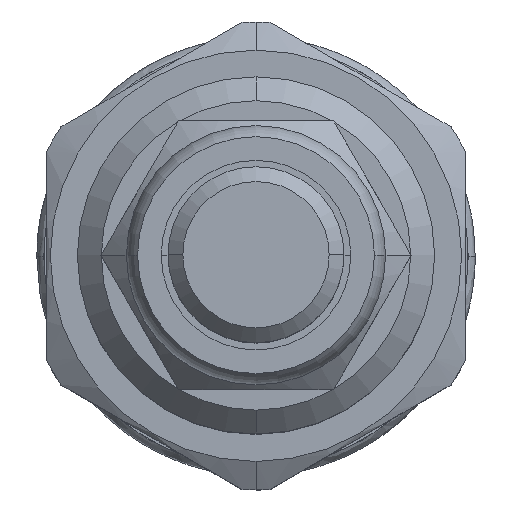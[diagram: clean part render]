
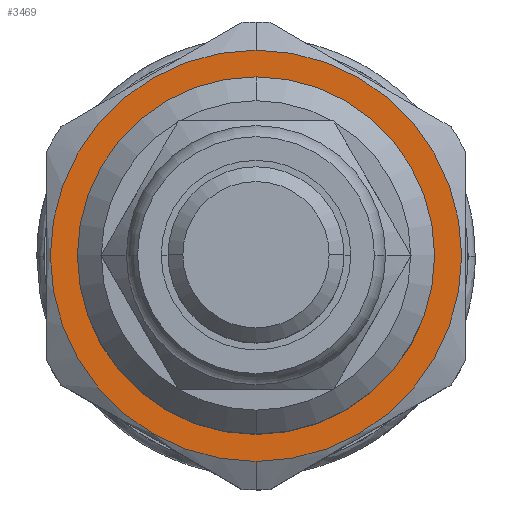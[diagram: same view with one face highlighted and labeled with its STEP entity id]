
A CAD part, top view. The second image highlights one B-rep face of the part: STEP entity #3469.
In plain terms, the highlighted planar face has unit normal (0, 0, 1).
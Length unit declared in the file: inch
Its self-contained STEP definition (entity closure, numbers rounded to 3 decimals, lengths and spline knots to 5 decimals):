
#446=CARTESIAN_POINT('',(0.,0.,3.157));
#447=DIRECTION('',(0.,0.,1.));
#448=DIRECTION('',(0.,-1.,0.));
#449=AXIS2_PLACEMENT_3D('',#446,#447,#448);
#451=CARTESIAN_POINT('',(0.,0.,3.157));
#452=DIRECTION('',(0.,0.,-1.));
#453=DIRECTION('',(0.,-1.,0.));
#454=AXIS2_PLACEMENT_3D('',#451,#452,#453);
#460=CARTESIAN_POINT('',(0.,0.,3.157));
#461=DIRECTION('',(0.,0.,-1.));
#462=DIRECTION('',(0.,-1.,0.));
#463=AXIS2_PLACEMENT_3D('',#460,#461,#462);
#671=CARTESIAN_POINT('',(0.,0.,3.157));
#672=DIRECTION('',(0.,0.,1.));
#673=DIRECTION('',(0.,-1.,0.));
#674=AXIS2_PLACEMENT_3D('',#671,#672,#673);
#2559=CARTESIAN_POINT('',(0.,-0.43,3.157));
#2561=VERTEX_POINT('',#2559);
#2563=CARTESIAN_POINT('',(0.,0.43,3.157));
#2565=VERTEX_POINT('',#2563);
#2567=CARTESIAN_POINT('',(0.,-0.3735,3.157));
#2568=CARTESIAN_POINT('',(0.,0.3735,3.157));
#2569=VERTEX_POINT('',#2567);
#2570=VERTEX_POINT('',#2568);
#3454=CARTESIAN_POINT('',(0.,0.,3.157));
#3455=DIRECTION('',(0.,0.,1.));
#3456=DIRECTION('',(0.,-1.,0.));
#3457=AXIS2_PLACEMENT_3D('',#3454,#3455,#3456);
#3458=PLANE('',#3457);
#3460=ORIENTED_EDGE('',*,*,#3459,.T.);
#3462=ORIENTED_EDGE('',*,*,#3461,.F.);
#3463=EDGE_LOOP('',(#3460,#3462));
#3464=FACE_OUTER_BOUND('',#3463,.F.);
#3465=ORIENTED_EDGE('',*,*,#3419,.T.);
#3466=ORIENTED_EDGE('',*,*,#3447,.F.);
#3467=EDGE_LOOP('',(#3465,#3466));
#3468=FACE_BOUND('',#3467,.F.);
#3469=ADVANCED_FACE('',(#3464,#3468),#3458,.T.);
#450=CIRCLE('',#449,0.3735);
#455=CIRCLE('',#454,0.3735);
#464=CIRCLE('',#463,0.43);
#675=CIRCLE('',#674,0.43);
#3419=EDGE_CURVE('',#2569,#2570,#450,.T.);
#3447=EDGE_CURVE('',#2569,#2570,#455,.T.);
#3459=EDGE_CURVE('',#2561,#2565,#464,.T.);
#3461=EDGE_CURVE('',#2561,#2565,#675,.T.);
